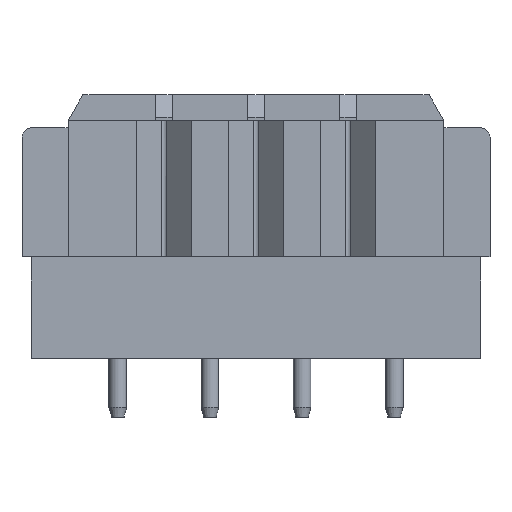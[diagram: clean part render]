
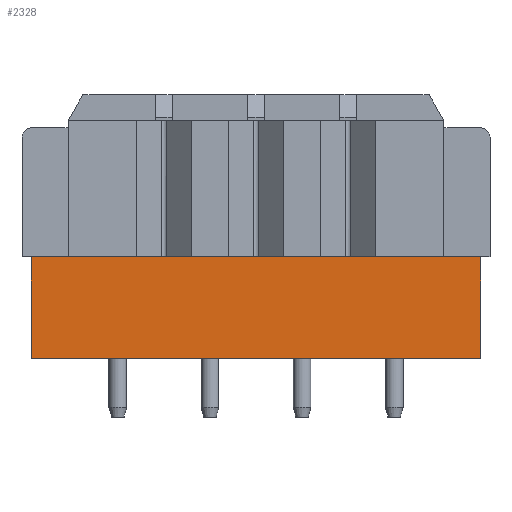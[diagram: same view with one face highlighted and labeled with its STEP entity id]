
A CAD part, left-side view. The second image highlights one B-rep face of the part: STEP entity #2328.
In plain terms, the highlighted planar face has unit normal (-1, 0, 0).
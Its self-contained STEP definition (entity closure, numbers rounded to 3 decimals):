
#2315=AXIS2_PLACEMENT_3D('Plane Axis2P3D',#2312,#2313,#2314) ;
#798=CARTESIAN_POINT('Vertex',(0.,24.9,8.7)) ;
#801=CARTESIAN_POINT('Line Origine',(0.,12.7,8.7)) ;
#805=CARTESIAN_POINT('Vertex',(0.,0.5,8.7)) ;
#2170=CARTESIAN_POINT('Line Origine',(0.,0.5,5.95)) ;
#2174=CARTESIAN_POINT('Vertex',(0.,0.5,3.2)) ;
#2253=CARTESIAN_POINT('Vertex',(0.,24.9,3.2)) ;
#2256=CARTESIAN_POINT('Line Origine',(0.,24.9,5.95)) ;
#2312=CARTESIAN_POINT('Axis2P3D Location',(0.,24.9,0.)) ;
#2317=CARTESIAN_POINT('Line Origine',(0.,12.7,3.2)) ;
#802=DIRECTION('Vector Direction',(0.,-1.,0.)) ;
#2171=DIRECTION('Vector Direction',(0.,0.,1.)) ;
#2257=DIRECTION('Vector Direction',(0.,0.,1.)) ;
#2313=DIRECTION('Axis2P3D Direction',(-1.,0.,0.)) ;
#2314=DIRECTION('Axis2P3D XDirection',(0.,-1.,0.)) ;
#2318=DIRECTION('Vector Direction',(0.,-1.,0.)) ;
#803=VECTOR('Line Direction',#802,1.) ;
#2172=VECTOR('Line Direction',#2171,1.) ;
#2258=VECTOR('Line Direction',#2257,1.) ;
#2319=VECTOR('Line Direction',#2318,1.) ;
#2323=ORIENTED_EDGE('',*,*,#2260,.F.) ;
#2324=ORIENTED_EDGE('',*,*,#2321,.T.) ;
#2325=ORIENTED_EDGE('',*,*,#2176,.T.) ;
#2326=ORIENTED_EDGE('',*,*,#807,.F.) ;
#2328=ADVANCED_FACE('Hauptkoerper',(#2327),#2316,.T.) ;
#807=EDGE_CURVE('',#799,#806,#804,.T.) ;
#2176=EDGE_CURVE('',#2175,#806,#2173,.T.) ;
#2260=EDGE_CURVE('',#2254,#799,#2259,.T.) ;
#2321=EDGE_CURVE('',#2254,#2175,#2320,.T.) ;
#2322=EDGE_LOOP('',(#2323,#2324,#2325,#2326)) ;
#2327=FACE_OUTER_BOUND('',#2322,.T.) ;
#804=LINE('Line',#801,#803) ;
#2173=LINE('Line',#2170,#2172) ;
#2259=LINE('Line',#2256,#2258) ;
#2320=LINE('Line',#2317,#2319) ;
#2316=PLANE('',#2315) ;
#799=VERTEX_POINT('',#798) ;
#806=VERTEX_POINT('',#805) ;
#2175=VERTEX_POINT('',#2174) ;
#2254=VERTEX_POINT('',#2253) ;
